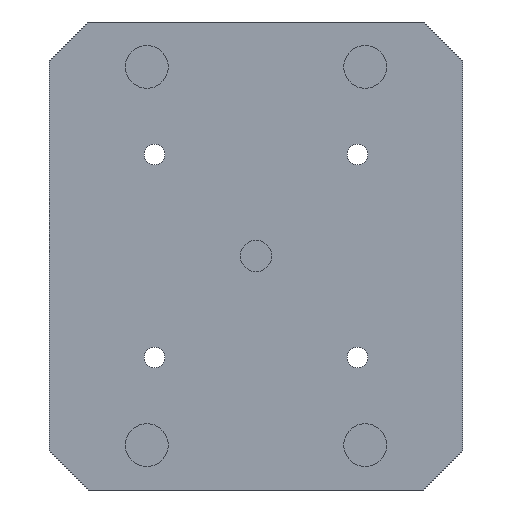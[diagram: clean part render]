
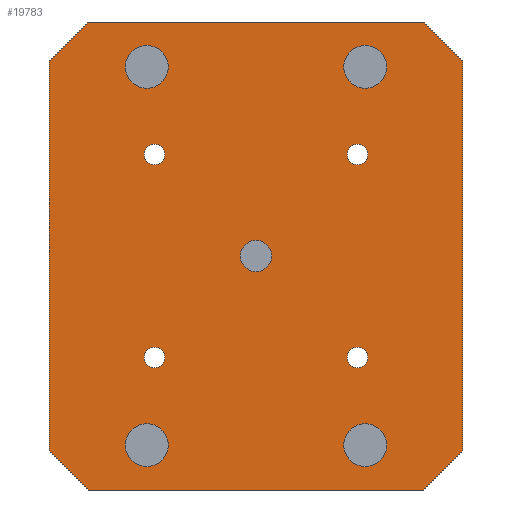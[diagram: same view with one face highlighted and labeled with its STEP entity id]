
A CAD part, front view. The second image highlights one B-rep face of the part: STEP entity #19783.
In plain terms, the highlighted planar face has unit normal (0, -1, 0).
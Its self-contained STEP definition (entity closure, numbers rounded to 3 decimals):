
#926=DIRECTION('',(0.,0.,1.));
#927=VECTOR('',#926,100.);
#928=CARTESIAN_POINT('',(53.,0.,-50.));
#929=LINE('',#928,#927);
#950=DIRECTION('',(0.707,0.,-0.707));
#951=VECTOR('',#950,14.142);
#952=CARTESIAN_POINT('',(43.,0.,60.));
#953=LINE('',#952,#951);
#954=DIRECTION('',(-0.707,0.,-0.707));
#955=VECTOR('',#954,14.142);
#956=CARTESIAN_POINT('',(53.,0.,-50.));
#957=LINE('',#956,#955);
#958=DIRECTION('',(-0.707,0.,0.707));
#959=VECTOR('',#958,14.142);
#960=CARTESIAN_POINT('',(-43.,0.,-60.));
#961=LINE('',#960,#959);
#962=DIRECTION('',(0.707,0.,0.707));
#963=VECTOR('',#962,14.142);
#964=CARTESIAN_POINT('',(-53.,0.,50.));
#965=LINE('',#964,#963);
#966=CARTESIAN_POINT('',(-28.,0.,-48.497));
#967=DIRECTION('',(0.,-1.,0.));
#968=DIRECTION('',(-1.,0.,0.));
#969=AXIS2_PLACEMENT_3D('',#966,#967,#968);
#971=CARTESIAN_POINT('',(-28.,0.,-48.497));
#972=DIRECTION('',(0.,-1.,0.));
#973=DIRECTION('',(1.,0.,0.));
#974=AXIS2_PLACEMENT_3D('',#971,#972,#973);
#976=CARTESIAN_POINT('',(28.,0.,-48.497));
#977=DIRECTION('',(0.,-1.,0.));
#978=DIRECTION('',(-1.,0.,0.));
#979=AXIS2_PLACEMENT_3D('',#976,#977,#978);
#981=CARTESIAN_POINT('',(28.,0.,-48.497));
#982=DIRECTION('',(0.,-1.,0.));
#983=DIRECTION('',(1.,0.,0.));
#984=AXIS2_PLACEMENT_3D('',#981,#982,#983);
#986=CARTESIAN_POINT('',(-28.,0.,48.497));
#987=DIRECTION('',(0.,-1.,0.));
#988=DIRECTION('',(-1.,0.,0.));
#989=AXIS2_PLACEMENT_3D('',#986,#987,#988);
#991=CARTESIAN_POINT('',(-28.,0.,48.497));
#992=DIRECTION('',(0.,-1.,0.));
#993=DIRECTION('',(1.,0.,0.));
#994=AXIS2_PLACEMENT_3D('',#991,#992,#993);
#996=CARTESIAN_POINT('',(28.,0.,48.497));
#997=DIRECTION('',(0.,-1.,0.));
#998=DIRECTION('',(-1.,0.,0.));
#999=AXIS2_PLACEMENT_3D('',#996,#997,#998);
#1001=CARTESIAN_POINT('',(28.,0.,48.497));
#1002=DIRECTION('',(0.,-1.,0.));
#1003=DIRECTION('',(1.,0.,0.));
#1004=AXIS2_PLACEMENT_3D('',#1001,#1002,#1003);
#1006=CARTESIAN_POINT('',(-26.,0.,-26.));
#1007=DIRECTION('',(0.,-1.,0.));
#1008=DIRECTION('',(-1.,0.,0.));
#1009=AXIS2_PLACEMENT_3D('',#1006,#1007,#1008);
#1011=CARTESIAN_POINT('',(-26.,0.,-26.));
#1012=DIRECTION('',(0.,-1.,0.));
#1013=DIRECTION('',(1.,0.,0.));
#1014=AXIS2_PLACEMENT_3D('',#1011,#1012,#1013);
#1016=CARTESIAN_POINT('',(26.,0.,-26.));
#1017=DIRECTION('',(0.,-1.,0.));
#1018=DIRECTION('',(-1.,0.,0.));
#1019=AXIS2_PLACEMENT_3D('',#1016,#1017,#1018);
#1021=CARTESIAN_POINT('',(26.,0.,-26.));
#1022=DIRECTION('',(0.,-1.,0.));
#1023=DIRECTION('',(1.,0.,0.));
#1024=AXIS2_PLACEMENT_3D('',#1021,#1022,#1023);
#1026=CARTESIAN_POINT('',(-26.,0.,26.));
#1027=DIRECTION('',(0.,-1.,0.));
#1028=DIRECTION('',(-1.,0.,0.));
#1029=AXIS2_PLACEMENT_3D('',#1026,#1027,#1028);
#1031=CARTESIAN_POINT('',(-26.,0.,26.));
#1032=DIRECTION('',(0.,-1.,0.));
#1033=DIRECTION('',(1.,0.,0.));
#1034=AXIS2_PLACEMENT_3D('',#1031,#1032,#1033);
#1036=CARTESIAN_POINT('',(26.,0.,26.));
#1037=DIRECTION('',(0.,-1.,0.));
#1038=DIRECTION('',(-1.,0.,0.));
#1039=AXIS2_PLACEMENT_3D('',#1036,#1037,#1038);
#1041=CARTESIAN_POINT('',(26.,0.,26.));
#1042=DIRECTION('',(0.,-1.,0.));
#1043=DIRECTION('',(1.,0.,0.));
#1044=AXIS2_PLACEMENT_3D('',#1041,#1042,#1043);
#1046=CARTESIAN_POINT('',(0.,0.,0.));
#1047=DIRECTION('',(0.,-1.,0.));
#1048=DIRECTION('',(0.,0.,1.));
#1049=AXIS2_PLACEMENT_3D('',#1046,#1047,#1048);
#1051=CARTESIAN_POINT('',(0.,0.,0.));
#1052=DIRECTION('',(0.,-1.,0.));
#1053=DIRECTION('',(0.,0.,-1.));
#1054=AXIS2_PLACEMENT_3D('',#1051,#1052,#1053);
#1130=DIRECTION('',(-1.,0.,0.));
#1131=VECTOR('',#1130,86.);
#1132=CARTESIAN_POINT('',(43.,0.,60.));
#1133=LINE('',#1132,#1131);
#1713=DIRECTION('',(0.,0.,-1.));
#1714=VECTOR('',#1713,100.);
#1715=CARTESIAN_POINT('',(-53.,0.,50.));
#1716=LINE('',#1715,#1714);
#1749=DIRECTION('',(1.,0.,0.));
#1750=VECTOR('',#1749,86.);
#1751=CARTESIAN_POINT('',(-43.,0.,-60.));
#1752=LINE('',#1751,#1750);
#14724=CARTESIAN_POINT('',(43.,0.,60.));
#14726=VERTEX_POINT('',#14724);
#14727=CARTESIAN_POINT('',(-43.,0.,60.));
#14728=VERTEX_POINT('',#14727);
#14927=CARTESIAN_POINT('',(53.,0.,50.));
#14928=VERTEX_POINT('',#14927);
#14931=CARTESIAN_POINT('',(53.,0.,-50.));
#14932=VERTEX_POINT('',#14931);
#14933=CARTESIAN_POINT('',(43.,0.,-60.));
#14934=VERTEX_POINT('',#14933);
#14935=CARTESIAN_POINT('',(-43.,0.,-60.));
#14936=VERTEX_POINT('',#14935);
#14937=CARTESIAN_POINT('',(-53.,0.,-50.));
#14938=VERTEX_POINT('',#14937);
#14939=CARTESIAN_POINT('',(-53.,0.,50.));
#14940=VERTEX_POINT('',#14939);
#14941=CARTESIAN_POINT('',(-33.5,0.,-48.497));
#14942=CARTESIAN_POINT('',(-22.5,0.,-48.497));
#14943=VERTEX_POINT('',#14941);
#14944=VERTEX_POINT('',#14942);
#14945=CARTESIAN_POINT('',(22.5,0.,-48.497));
#14946=CARTESIAN_POINT('',(33.5,0.,-48.497));
#14947=VERTEX_POINT('',#14945);
#14948=VERTEX_POINT('',#14946);
#14949=CARTESIAN_POINT('',(-33.5,0.,48.497));
#14950=CARTESIAN_POINT('',(-22.5,0.,48.497));
#14951=VERTEX_POINT('',#14949);
#14952=VERTEX_POINT('',#14950);
#14953=CARTESIAN_POINT('',(22.5,0.,48.497));
#14954=CARTESIAN_POINT('',(33.5,0.,48.497));
#14955=VERTEX_POINT('',#14953);
#14956=VERTEX_POINT('',#14954);
#14957=CARTESIAN_POINT('',(-28.65,0.,-26.));
#14958=CARTESIAN_POINT('',(-23.35,0.,-26.));
#14959=VERTEX_POINT('',#14957);
#14960=VERTEX_POINT('',#14958);
#14961=CARTESIAN_POINT('',(23.35,0.,-26.));
#14962=CARTESIAN_POINT('',(28.65,0.,-26.));
#14963=VERTEX_POINT('',#14961);
#14964=VERTEX_POINT('',#14962);
#14965=CARTESIAN_POINT('',(-28.65,0.,26.));
#14966=CARTESIAN_POINT('',(-23.35,0.,26.));
#14967=VERTEX_POINT('',#14965);
#14968=VERTEX_POINT('',#14966);
#14969=CARTESIAN_POINT('',(23.35,0.,26.));
#14970=CARTESIAN_POINT('',(28.65,0.,26.));
#14971=VERTEX_POINT('',#14969);
#14972=VERTEX_POINT('',#14970);
#14973=CARTESIAN_POINT('',(0.,0.,4.));
#14974=CARTESIAN_POINT('',(0.,0.,-4.));
#14975=VERTEX_POINT('',#14973);
#14976=VERTEX_POINT('',#14974);
#19708=CARTESIAN_POINT('',(0.,0.,0.));
#19709=DIRECTION('',(0.,1.,0.));
#19710=DIRECTION('',(1.,0.,0.));
#19711=AXIS2_PLACEMENT_3D('',#19708,#19709,#19710);
#19712=PLANE('',#19711);
#19713=ORIENTED_EDGE('',*,*,#19698,.T.);
#19714=ORIENTED_EDGE('',*,*,#19671,.F.);
#19716=ORIENTED_EDGE('',*,*,#19715,.T.);
#19718=ORIENTED_EDGE('',*,*,#19717,.F.);
#19720=ORIENTED_EDGE('',*,*,#19719,.T.);
#19722=ORIENTED_EDGE('',*,*,#19721,.F.);
#19724=ORIENTED_EDGE('',*,*,#19723,.T.);
#19726=ORIENTED_EDGE('',*,*,#19725,.F.);
#19727=EDGE_LOOP('',(#19713,#19714,#19716,#19718,#19720,#19722,#19724,#19726));
#19728=FACE_OUTER_BOUND('',#19727,.F.);
#19730=ORIENTED_EDGE('',*,*,#19729,.T.);
#19732=ORIENTED_EDGE('',*,*,#19731,.T.);
#19733=EDGE_LOOP('',(#19730,#19732));
#19734=FACE_BOUND('',#19733,.F.);
#19736=ORIENTED_EDGE('',*,*,#19735,.T.);
#19738=ORIENTED_EDGE('',*,*,#19737,.T.);
#19739=EDGE_LOOP('',(#19736,#19738));
#19740=FACE_BOUND('',#19739,.F.);
#19742=ORIENTED_EDGE('',*,*,#19741,.T.);
#19744=ORIENTED_EDGE('',*,*,#19743,.T.);
#19745=EDGE_LOOP('',(#19742,#19744));
#19746=FACE_BOUND('',#19745,.F.);
#19748=ORIENTED_EDGE('',*,*,#19747,.T.);
#19750=ORIENTED_EDGE('',*,*,#19749,.T.);
#19751=EDGE_LOOP('',(#19748,#19750));
#19752=FACE_BOUND('',#19751,.F.);
#19754=ORIENTED_EDGE('',*,*,#19753,.T.);
#19756=ORIENTED_EDGE('',*,*,#19755,.T.);
#19757=EDGE_LOOP('',(#19754,#19756));
#19758=FACE_BOUND('',#19757,.F.);
#19760=ORIENTED_EDGE('',*,*,#19759,.T.);
#19762=ORIENTED_EDGE('',*,*,#19761,.T.);
#19763=EDGE_LOOP('',(#19760,#19762));
#19764=FACE_BOUND('',#19763,.F.);
#19766=ORIENTED_EDGE('',*,*,#19765,.T.);
#19768=ORIENTED_EDGE('',*,*,#19767,.T.);
#19769=EDGE_LOOP('',(#19766,#19768));
#19770=FACE_BOUND('',#19769,.F.);
#19772=ORIENTED_EDGE('',*,*,#19771,.T.);
#19774=ORIENTED_EDGE('',*,*,#19773,.T.);
#19775=EDGE_LOOP('',(#19772,#19774));
#19776=FACE_BOUND('',#19775,.F.);
#19778=ORIENTED_EDGE('',*,*,#19777,.T.);
#19780=ORIENTED_EDGE('',*,*,#19779,.T.);
#19781=EDGE_LOOP('',(#19778,#19780));
#19782=FACE_BOUND('',#19781,.F.);
#970=CIRCLE('',#969,5.5);
#975=CIRCLE('',#974,5.5);
#980=CIRCLE('',#979,5.5);
#985=CIRCLE('',#984,5.5);
#990=CIRCLE('',#989,5.5);
#995=CIRCLE('',#994,5.5);
#1000=CIRCLE('',#999,5.5);
#1005=CIRCLE('',#1004,5.5);
#1010=CIRCLE('',#1009,2.65);
#1015=CIRCLE('',#1014,2.65);
#1020=CIRCLE('',#1019,2.65);
#1025=CIRCLE('',#1024,2.65);
#1030=CIRCLE('',#1029,2.65);
#1035=CIRCLE('',#1034,2.65);
#1040=CIRCLE('',#1039,2.65);
#1045=CIRCLE('',#1044,2.65);
#1050=CIRCLE('',#1049,4.);
#1055=CIRCLE('',#1054,4.);
#19671=EDGE_CURVE('',#14932,#14928,#929,.T.);
#19698=EDGE_CURVE('',#14726,#14928,#953,.T.);
#19715=EDGE_CURVE('',#14932,#14934,#957,.T.);
#19717=EDGE_CURVE('',#14936,#14934,#1752,.T.);
#19719=EDGE_CURVE('',#14936,#14938,#961,.T.);
#19721=EDGE_CURVE('',#14940,#14938,#1716,.T.);
#19723=EDGE_CURVE('',#14940,#14728,#965,.T.);
#19725=EDGE_CURVE('',#14726,#14728,#1133,.T.);
#19729=EDGE_CURVE('',#14943,#14944,#970,.T.);
#19731=EDGE_CURVE('',#14944,#14943,#975,.T.);
#19735=EDGE_CURVE('',#14947,#14948,#980,.T.);
#19737=EDGE_CURVE('',#14948,#14947,#985,.T.);
#19741=EDGE_CURVE('',#14951,#14952,#990,.T.);
#19743=EDGE_CURVE('',#14952,#14951,#995,.T.);
#19747=EDGE_CURVE('',#14955,#14956,#1000,.T.);
#19749=EDGE_CURVE('',#14956,#14955,#1005,.T.);
#19753=EDGE_CURVE('',#14959,#14960,#1010,.T.);
#19755=EDGE_CURVE('',#14960,#14959,#1015,.T.);
#19759=EDGE_CURVE('',#14963,#14964,#1020,.T.);
#19761=EDGE_CURVE('',#14964,#14963,#1025,.T.);
#19765=EDGE_CURVE('',#14967,#14968,#1030,.T.);
#19767=EDGE_CURVE('',#14968,#14967,#1035,.T.);
#19771=EDGE_CURVE('',#14971,#14972,#1040,.T.);
#19773=EDGE_CURVE('',#14972,#14971,#1045,.T.);
#19777=EDGE_CURVE('',#14975,#14976,#1050,.T.);
#19779=EDGE_CURVE('',#14976,#14975,#1055,.T.);
#19783=ADVANCED_FACE('',(#19728,#19734,#19740,#19746,#19752,#19758,#19764,
#19770,#19776,#19782),#19712,.F.);
